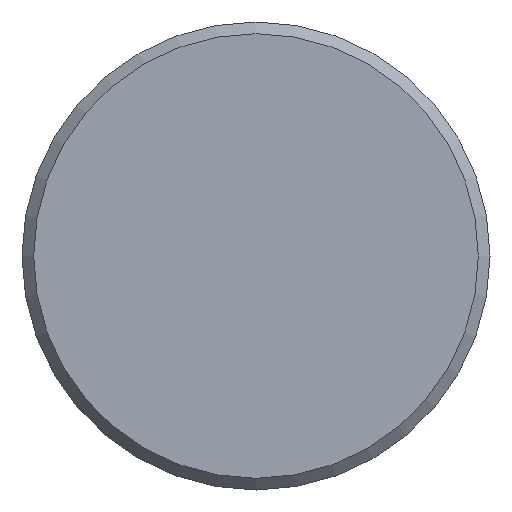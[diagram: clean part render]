
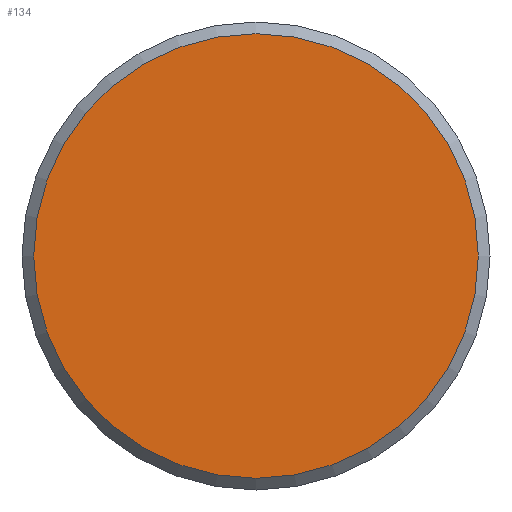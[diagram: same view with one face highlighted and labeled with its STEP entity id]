
A CAD part, front view. The second image highlights one B-rep face of the part: STEP entity #134.
In plain terms, the highlighted planar face has unit normal (0, -1, 0).
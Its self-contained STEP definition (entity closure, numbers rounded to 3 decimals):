
#134 = ADVANCED_FACE( '', ( #281 ), #282, .F. );
#281 = FACE_OUTER_BOUND( '', #422, .T. );
#282 = PLANE( '', #423 );
#422 = EDGE_LOOP( '', ( #688 ) );
#423 = AXIS2_PLACEMENT_3D( '', #689, #690, #691 );
#688 = ORIENTED_EDGE( '', *, *, #762, .T. );
#689 = CARTESIAN_POINT( '', ( 28.5, 0., 0. ) );
#690 = DIRECTION( '', ( 0., 1., 0. ) );
#691 = DIRECTION( '', ( 0., 0., 1. ) );
#762 = EDGE_CURVE( '', #891, #891, #892, .T. );
#891 = VERTEX_POINT( '', #1149 );
#892 = CIRCLE( '', #1150, 28.5 );
#1149 = CARTESIAN_POINT( '', ( 0., 0., -28.5 ) );
#1150 = AXIS2_PLACEMENT_3D( '', #1286, #1287, #1288 );
#1286 = CARTESIAN_POINT( '', ( 0., 0., 0. ) );
#1287 = DIRECTION( '', ( 0., -1., 0. ) );
#1288 = DIRECTION( '', ( 0., 0., -1. ) );
